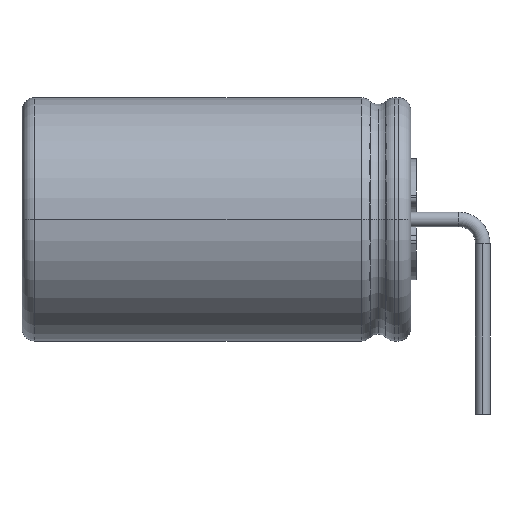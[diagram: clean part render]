
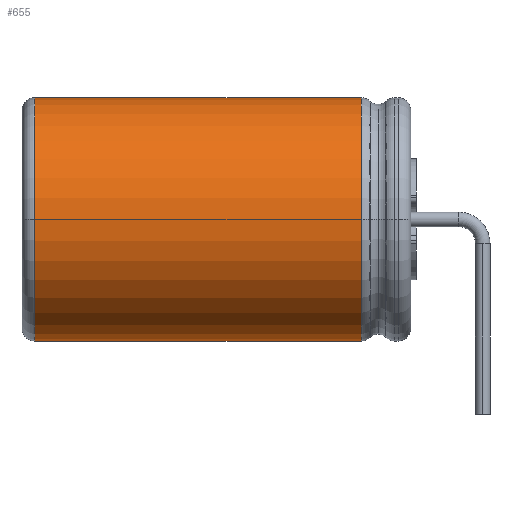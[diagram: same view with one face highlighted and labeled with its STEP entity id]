
A CAD part, left-side view. The second image highlights one B-rep face of the part: STEP entity #655.
In plain terms, the highlighted cylindrical face has radius 5.025 mm (diameter 10.051 mm), a partial arc.
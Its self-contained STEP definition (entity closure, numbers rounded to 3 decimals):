
#242 = CIRCLE ( 'NONE', #4404, 5.025 ) ;
#499 = ORIENTED_EDGE ( 'NONE', *, *, #2378, .F. ) ;
#577 = CARTESIAN_POINT ( 'NONE',  ( 0., 12.922, -5.025 ) ) ;
#592 = DIRECTION ( 'NONE',  ( 0., -1., 0. ) ) ;
#600 = EDGE_CURVE ( 'NONE', #2418, #2846, #242, .T. ) ;
#655 = ADVANCED_FACE ( 'NONE', ( #3200 ), #3808, .T. ) ;
#674 = CIRCLE ( 'NONE', #3282, 5.025 ) ;
#924 = DIRECTION ( 'NONE',  ( 0., 1., 0. ) ) ;
#1079 = AXIS2_PLACEMENT_3D ( 'NONE', #1340, #924, #4264 ) ;
#1141 = LINE ( 'NONE', #577, #3961 ) ;
#1161 = VERTEX_POINT ( 'NONE', #4284 ) ;
#1340 = CARTESIAN_POINT ( 'NONE',  ( 0., 12.922, 0. ) ) ;
#1443 = EDGE_CURVE ( 'NONE', #3185, #1161, #674, .T. ) ;
#1928 = DIRECTION ( 'NONE',  ( 1., 0., 0. ) ) ;
#2036 = LINE ( 'NONE', #2821, #3761 ) ;
#2165 = DIRECTION ( 'NONE',  ( 0., -1., 0. ) ) ;
#2378 = EDGE_CURVE ( 'NONE', #1161, #2846, #1141, .T. ) ;
#2418 = VERTEX_POINT ( 'NONE', #2936 ) ;
#2819 = CARTESIAN_POINT ( 'NONE',  ( 0., 2.52, 5.025 ) ) ;
#2821 = CARTESIAN_POINT ( 'NONE',  ( 0., 12.922, 5.025 ) ) ;
#2846 = VERTEX_POINT ( 'NONE', #3326 ) ;
#2936 = CARTESIAN_POINT ( 'NONE',  ( 0., 16., 5.025 ) ) ;
#3178 = EDGE_LOOP ( 'NONE', ( #4343, #499, #3534, #3856 ) ) ;
#3185 = VERTEX_POINT ( 'NONE', #2819 ) ;
#3200 = FACE_OUTER_BOUND ( 'NONE', #3178, .T. ) ;
#3282 = AXIS2_PLACEMENT_3D ( 'NONE', #4671, #592, #3909 ) ;
#3326 = CARTESIAN_POINT ( 'NONE',  ( 0., 16., -5.025 ) ) ;
#3439 = DIRECTION ( 'NONE',  ( 0., -1., 0. ) ) ;
#3534 = ORIENTED_EDGE ( 'NONE', *, *, #1443, .F. ) ;
#3544 = DIRECTION ( 'NONE',  ( 0., 1., 0. ) ) ;
#3761 = VECTOR ( 'NONE', #2165, 1000. ) ;
#3772 = CARTESIAN_POINT ( 'NONE',  ( 0., 16., 0. ) ) ;
#3808 = CYLINDRICAL_SURFACE ( 'NONE', #1079, 5.025 ) ;
#3856 = ORIENTED_EDGE ( 'NONE', *, *, #4798, .F. ) ;
#3909 = DIRECTION ( 'NONE',  ( 1., 0., 0. ) ) ;
#3961 = VECTOR ( 'NONE', #3544, 1000. ) ;
#4264 = DIRECTION ( 'NONE',  ( 1., 0., 0. ) ) ;
#4284 = CARTESIAN_POINT ( 'NONE',  ( 0., 2.52, -5.025 ) ) ;
#4343 = ORIENTED_EDGE ( 'NONE', *, *, #600, .T. ) ;
#4404 = AXIS2_PLACEMENT_3D ( 'NONE', #3772, #3439, #1928 ) ;
#4671 = CARTESIAN_POINT ( 'NONE',  ( 0., 2.52, 0. ) ) ;
#4798 = EDGE_CURVE ( 'NONE', #2418, #3185, #2036, .T. ) ;
